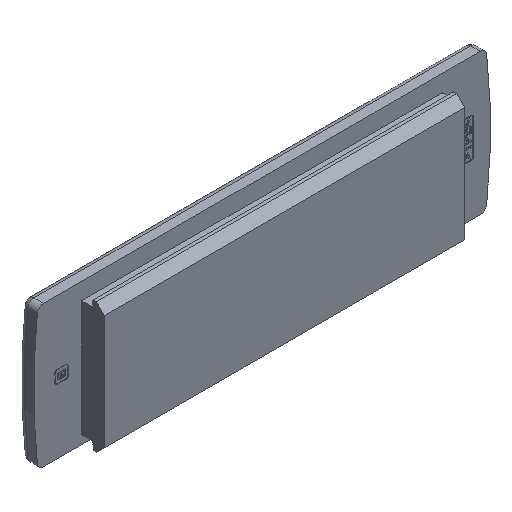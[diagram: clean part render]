
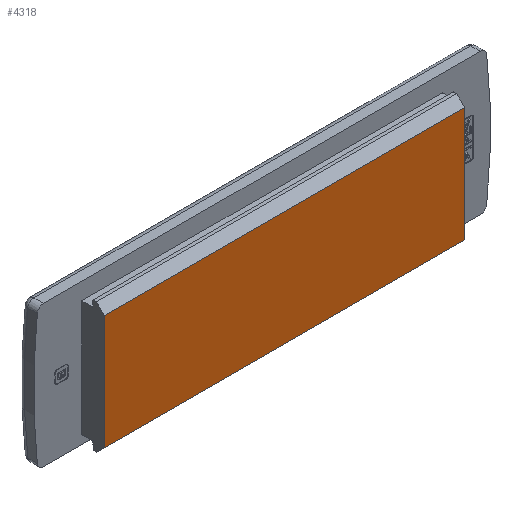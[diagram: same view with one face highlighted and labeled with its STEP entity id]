
A CAD part, isometric view. The second image highlights one B-rep face of the part: STEP entity #4318.
In plain terms, the highlighted planar face has unit normal (0, -1, 0).
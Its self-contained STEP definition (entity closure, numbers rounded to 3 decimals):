
#1191=FACE_OUTER_BOUND('',#6672,.T.);
#4318=ADVANCED_FACE('KES_ECO_T1',(#1191),#5312,.F.);
#5312=PLANE('',#24632);
#6672=EDGE_LOOP('',(#13362,#13363,#13364,#13365));
#7798=LINE('',#56877,#9649);
#7799=LINE('',#56880,#9650);
#7800=LINE('',#56882,#9651);
#7801=LINE('',#56884,#9652);
#9649=VECTOR('',#25543,1.);
#9650=VECTOR('',#25544,1.);
#9651=VECTOR('',#25545,1.);
#9652=VECTOR('',#25546,1.);
#13362=ORIENTED_EDGE('',*,*,#21916,.F.);
#13363=ORIENTED_EDGE('',*,*,#21917,.T.);
#13364=ORIENTED_EDGE('',*,*,#21918,.T.);
#13365=ORIENTED_EDGE('',*,*,#21919,.T.);
#19220=VERTEX_POINT('',#56878);
#19221=VERTEX_POINT('',#56879);
#19222=VERTEX_POINT('',#56881);
#19223=VERTEX_POINT('',#56883);
#21916=EDGE_CURVE('',#19220,#19221,#7798,.T.);
#21917=EDGE_CURVE('',#19220,#19222,#7799,.T.);
#21918=EDGE_CURVE('',#19222,#19223,#7800,.T.);
#21919=EDGE_CURVE('',#19223,#19221,#7801,.T.);
#24632=AXIS2_PLACEMENT_3D('',#56885,#25547,#25548);
#25543=DIRECTION('',(0.,0.,1.));
#25544=DIRECTION('',(1.,0.,0.));
#25545=DIRECTION('',(0.,0.,1.));
#25546=DIRECTION('',(-1.,0.,0.));
#25547=DIRECTION('',(0.,1.,0.));
#25548=DIRECTION('',(0.,0.,-1.));
#56877=CARTESIAN_POINT('',(-56.,0.,-21.987));
#56878=CARTESIAN_POINT('',(-56.,0.,-19.354));
#56879=CARTESIAN_POINT('',(-56.,0.,16.25));
#56880=CARTESIAN_POINT('',(56.,0.,-19.354));
#56881=CARTESIAN_POINT('',(56.,0.,-19.354));
#56882=CARTESIAN_POINT('',(56.,0.,-21.987));
#56883=CARTESIAN_POINT('',(56.,0.,16.25));
#56884=CARTESIAN_POINT('',(-56.,0.,16.25));
#56885=CARTESIAN_POINT('',(-55.75,0.,-17.75));
